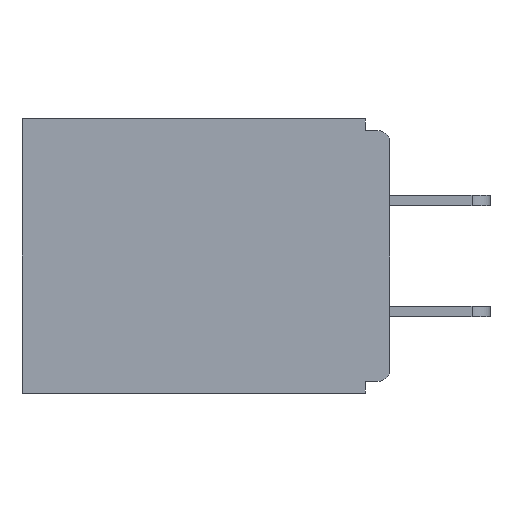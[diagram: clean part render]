
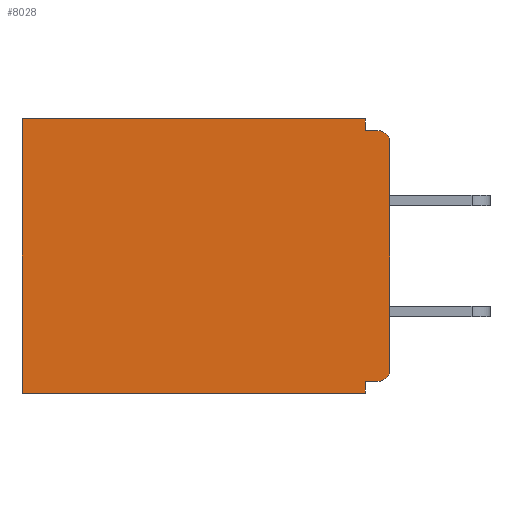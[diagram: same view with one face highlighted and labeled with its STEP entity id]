
A CAD part, left-side view. The second image highlights one B-rep face of the part: STEP entity #8028.
In plain terms, the highlighted planar face has unit normal (-1, 0, 0).
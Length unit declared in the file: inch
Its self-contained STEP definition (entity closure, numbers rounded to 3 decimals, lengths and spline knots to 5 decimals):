
#6 = CARTESIAN_POINT ( 'NONE',  ( 0.298, 0., 0. ) ) ;
#326 = ORIENTED_EDGE ( 'NONE', *, *, #17389, .F. ) ;
#412 = VERTEX_POINT ( 'NONE', #9035 ) ;
#820 = DIRECTION ( 'NONE',  ( 0., 0., -1. ) ) ;
#893 = ORIENTED_EDGE ( 'NONE', *, *, #12031, .F. ) ;
#955 = CARTESIAN_POINT ( 'NONE',  ( 0.298, 0., -0.328 ) ) ;
#983 = VECTOR ( 'NONE', #9683, 39.37008 ) ;
#2242 = DIRECTION ( 'NONE',  ( 0., 1., 0. ) ) ;
#2325 = LINE ( 'NONE', #3274, #11585 ) ;
#2462 = EDGE_CURVE ( 'NONE', #11531, #17047, #10018, .T. ) ;
#2772 = CARTESIAN_POINT ( 'NONE',  ( 0.298, 0., -0.313 ) ) ;
#2976 = ORIENTED_EDGE ( 'NONE', *, *, #7707, .F. ) ;
#3274 = CARTESIAN_POINT ( 'NONE',  ( 0.298, 0.031, -0.343 ) ) ;
#3318 = DIRECTION ( 'NONE',  ( 1., 0., 0. ) ) ;
#4062 = CARTESIAN_POINT ( 'NONE',  ( 0.298, 0., -0.015 ) ) ;
#4231 = VERTEX_POINT ( 'NONE', #7606 ) ;
#4371 = ORIENTED_EDGE ( 'NONE', *, *, #8920, .T. ) ;
#4473 = CARTESIAN_POINT ( 'NONE',  ( 0.298, 0., -0.03 ) ) ;
#4713 = VERTEX_POINT ( 'NONE', #2772 ) ;
#4720 = PLANE ( 'NONE',  #13573 ) ;
#4867 = EDGE_CURVE ( 'NONE', #4231, #14962, #5008, .T. ) ;
#4918 = LINE ( 'NONE', #955, #983 ) ;
#4976 = CARTESIAN_POINT ( 'NONE',  ( 0.298, 0.031, -0.343 ) ) ;
#5008 = LINE ( 'NONE', #16893, #14715 ) ;
#5100 = EDGE_CURVE ( 'NONE', #5823, #16674, #13792, .T. ) ;
#5204 = EDGE_CURVE ( 'NONE', #16240, #16674, #9377, .T. ) ;
#5558 = VECTOR ( 'NONE', #5929, 39.37008 ) ;
#5823 = VERTEX_POINT ( 'NONE', #6290 ) ;
#5857 = ORIENTED_EDGE ( 'NONE', *, *, #4867, .T. ) ;
#5929 = DIRECTION ( 'NONE',  ( 0., 0., -1. ) ) ;
#6290 = CARTESIAN_POINT ( 'NONE',  ( 0.298, 0.031, -0.015 ) ) ;
#6768 = VECTOR ( 'NONE', #7354, 39.37008 ) ;
#6878 = CARTESIAN_POINT ( 'NONE',  ( 0.298, 0.015, -0.313 ) ) ;
#7354 = DIRECTION ( 'NONE',  ( 0., 0., -1. ) ) ;
#7449 = LINE ( 'NONE', #6, #6768 ) ;
#7606 = CARTESIAN_POINT ( 'NONE',  ( 0.298, 0.031, 0. ) ) ;
#7707 = EDGE_CURVE ( 'NONE', #4231, #5823, #11620, .T. ) ;
#7751 = CARTESIAN_POINT ( 'NONE',  ( 0.298, 0.015, -0.03 ) ) ;
#8028 = ADVANCED_FACE ( 'NONE', ( #19015 ), #4720, .F. ) ;
#8118 = DIRECTION ( 'NONE',  ( 0., 0., -1. ) ) ;
#8352 = CARTESIAN_POINT ( 'NONE',  ( 0.298, 0.031, -0.328 ) ) ;
#8602 = DIRECTION ( 'NONE',  ( 0., 0., -1. ) ) ;
#8726 = EDGE_CURVE ( 'NONE', #15248, #11531, #2325, .T. ) ;
#8735 = ORIENTED_EDGE ( 'NONE', *, *, #10071, .T. ) ;
#8920 = EDGE_CURVE ( 'NONE', #14962, #17047, #15728, .T. ) ;
#9035 = CARTESIAN_POINT ( 'NONE',  ( 0.298, 0.015, -0.328 ) ) ;
#9377 = CIRCLE ( 'NONE', #13289, 0.015 ) ;
#9683 = DIRECTION ( 'NONE',  ( 0., 1., 0. ) ) ;
#9732 = CARTESIAN_POINT ( 'NONE',  ( 0.298, 0.031, -0.343 ) ) ;
#9899 = CIRCLE ( 'NONE', #15324, 0.015 ) ;
#10018 = LINE ( 'NONE', #10742, #18361 ) ;
#10071 = EDGE_CURVE ( 'NONE', #412, #4713, #9899, .T. ) ;
#10338 = CARTESIAN_POINT ( 'NONE',  ( 0.298, 0.46, 0. ) ) ;
#10670 = CARTESIAN_POINT ( 'NONE',  ( 0.298, 0., 0. ) ) ;
#10742 = CARTESIAN_POINT ( 'NONE',  ( 0.298, 0., -0.343 ) ) ;
#10994 = VECTOR ( 'NONE', #15970, 39.37008 ) ;
#11273 = CARTESIAN_POINT ( 'NONE',  ( 0.298, 0.46, 0. ) ) ;
#11422 = ORIENTED_EDGE ( 'NONE', *, *, #2462, .F. ) ;
#11531 = VERTEX_POINT ( 'NONE', #4976 ) ;
#11585 = VECTOR ( 'NONE', #18195, 39.37008 ) ;
#11620 = LINE ( 'NONE', #9732, #16511 ) ;
#11739 = ORIENTED_EDGE ( 'NONE', *, *, #5204, .T. ) ;
#12031 = EDGE_CURVE ( 'NONE', #16240, #4713, #7449, .T. ) ;
#13004 = CARTESIAN_POINT ( 'NONE',  ( 0.298, 0.015, -0.015 ) ) ;
#13080 = DIRECTION ( 'NONE',  ( -1., 0., 0. ) ) ;
#13289 = AXIS2_PLACEMENT_3D ( 'NONE', #7751, #16496, #17975 ) ;
#13573 = AXIS2_PLACEMENT_3D ( 'NONE', #10670, #3318, #8602 ) ;
#13792 = LINE ( 'NONE', #4062, #10994 ) ;
#14156 = CARTESIAN_POINT ( 'NONE',  ( 0.298, 0.46, -0.343 ) ) ;
#14715 = VECTOR ( 'NONE', #2242, 39.37008 ) ;
#14962 = VERTEX_POINT ( 'NONE', #11273 ) ;
#15223 = EDGE_LOOP ( 'NONE', ( #11739, #16442, #2976, #5857, #4371, #11422, #18516, #326, #8735, #893 ) ) ;
#15248 = VERTEX_POINT ( 'NONE', #8352 ) ;
#15324 = AXIS2_PLACEMENT_3D ( 'NONE', #6878, #13080, #8118 ) ;
#15728 = LINE ( 'NONE', #10338, #5558 ) ;
#15970 = DIRECTION ( 'NONE',  ( 0., -1., 0. ) ) ;
#16240 = VERTEX_POINT ( 'NONE', #4473 ) ;
#16442 = ORIENTED_EDGE ( 'NONE', *, *, #5100, .F. ) ;
#16496 = DIRECTION ( 'NONE',  ( -1., 0., 0. ) ) ;
#16511 = VECTOR ( 'NONE', #820, 39.37008 ) ;
#16674 = VERTEX_POINT ( 'NONE', #13004 ) ;
#16893 = CARTESIAN_POINT ( 'NONE',  ( 0.298, 0., 0. ) ) ;
#17047 = VERTEX_POINT ( 'NONE', #14156 ) ;
#17389 = EDGE_CURVE ( 'NONE', #412, #15248, #4918, .T. ) ;
#17975 = DIRECTION ( 'NONE',  ( 0., 0., -1. ) ) ;
#18195 = DIRECTION ( 'NONE',  ( 0., 0., -1. ) ) ;
#18254 = DIRECTION ( 'NONE',  ( 0., 1., 0. ) ) ;
#18361 = VECTOR ( 'NONE', #18254, 39.37008 ) ;
#18516 = ORIENTED_EDGE ( 'NONE', *, *, #8726, .F. ) ;
#19015 = FACE_OUTER_BOUND ( 'NONE', #15223, .T. ) ;
